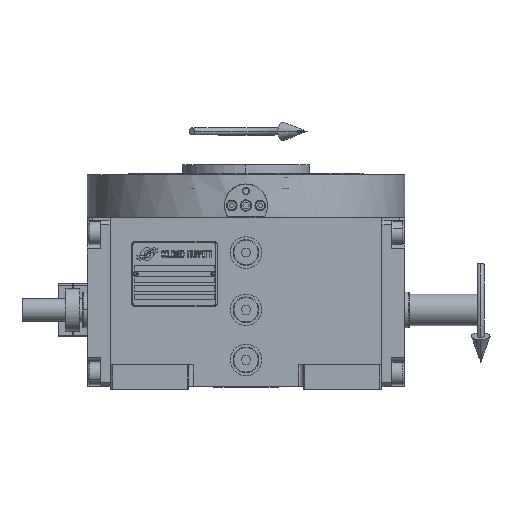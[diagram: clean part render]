
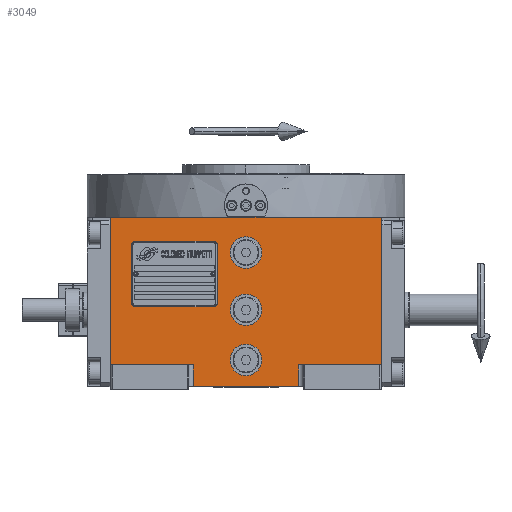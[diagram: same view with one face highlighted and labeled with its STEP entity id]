
A CAD part, top view. The second image highlights one B-rep face of the part: STEP entity #3049.
In plain terms, the highlighted planar face has unit normal (0, 0, 1).
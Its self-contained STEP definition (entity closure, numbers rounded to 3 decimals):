
#1048 = AXIS2_PLACEMENT_3D ( 'NONE', #69258, #58545, #18666 ) ;
#1784 = LINE ( 'NONE', #18726, #36153 ) ;
#2902 = CARTESIAN_POINT ( 'NONE',  ( 37., -38.5, 163.5 ) ) ;
#3049 = ADVANCED_FACE ( 'NONE', ( #41493, #31146, #19349, #30437 ), #36319, .T. ) ;
#3065 = LINE ( 'NONE', #70236, #25538 ) ;
#3471 = CARTESIAN_POINT ( 'NONE',  ( -37., -53.5, 163.5 ) ) ;
#3772 = CARTESIAN_POINT ( 'NONE',  ( -11., 40., 163.5 ) ) ;
#4150 = ORIENTED_EDGE ( 'NONE', *, *, #69155, .F. ) ;
#4304 = DIRECTION ( 'NONE',  ( 0., 1., 0. ) ) ;
#5071 = LINE ( 'NONE', #31643, #8570 ) ;
#5326 = VERTEX_POINT ( 'NONE', #41737 ) ;
#5461 = CARTESIAN_POINT ( 'NONE',  ( -37., -38.5, 163.5 ) ) ;
#5544 = VERTEX_POINT ( 'NONE', #65735 ) ;
#7160 = VECTOR ( 'NONE', #4304, 1000. ) ;
#8023 = CARTESIAN_POINT ( 'NONE',  ( 0., 40., 163.5 ) ) ;
#8570 = VECTOR ( 'NONE', #54191, 1000. ) ;
#9979 = CARTESIAN_POINT ( 'NONE',  ( 11., -35., 163.5 ) ) ;
#9986 = CARTESIAN_POINT ( 'NONE',  ( 0., 0., 163.5 ) ) ;
#11967 = EDGE_CURVE ( 'NONE', #66069, #67895, #3065, .T. ) ;
#12708 = VECTOR ( 'NONE', #52741, 1000. ) ;
#13413 = DIRECTION ( 'NONE',  ( 1., 0., 0. ) ) ;
#14053 = DIRECTION ( 'NONE',  ( -1., 0., 0. ) ) ;
#14409 = ORIENTED_EDGE ( 'NONE', *, *, #55819, .T. ) ;
#14545 = DIRECTION ( 'NONE',  ( 0., 0., 1. ) ) ;
#14654 = CIRCLE ( 'NONE', #37014, 11. ) ;
#15136 = EDGE_CURVE ( 'NONE', #67895, #37618, #32838, .T. ) ;
#15151 = VECTOR ( 'NONE', #49562, 1000. ) ;
#18243 = VERTEX_POINT ( 'NONE', #3772 ) ;
#18666 = DIRECTION ( 'NONE',  ( 1., 0., 0. ) ) ;
#18726 = CARTESIAN_POINT ( 'NONE',  ( -94.5, 64.5, 163.5 ) ) ;
#19034 = ORIENTED_EDGE ( 'NONE', *, *, #11967, .T. ) ;
#19349 = FACE_BOUND ( 'NONE', #64705, .T. ) ;
#20234 = ORIENTED_EDGE ( 'NONE', *, *, #41182, .F. ) ;
#20994 = CARTESIAN_POINT ( 'NONE',  ( -11., 0., 163.5 ) ) ;
#21259 = ORIENTED_EDGE ( 'NONE', *, *, #47450, .F. ) ;
#22016 = ORIENTED_EDGE ( 'NONE', *, *, #30378, .F. ) ;
#22098 = EDGE_CURVE ( 'NONE', #67292, #56268, #32007, .T. ) ;
#22150 = DIRECTION ( 'NONE',  ( 0., 1., 0. ) ) ;
#22609 = AXIS2_PLACEMENT_3D ( 'NONE', #48721, #59459, #14053 ) ;
#22790 = CARTESIAN_POINT ( 'NONE',  ( 37., -38.5, 163.5 ) ) ;
#23184 = DIRECTION ( 'NONE',  ( 0., 0., 1. ) ) ;
#23550 = CARTESIAN_POINT ( 'NONE',  ( 11., 0., 163.5 ) ) ;
#25538 = VECTOR ( 'NONE', #47339, 1000. ) ;
#25914 = ORIENTED_EDGE ( 'NONE', *, *, #67222, .F. ) ;
#25974 = CARTESIAN_POINT ( 'NONE',  ( 94.5, -38.5, 163.5 ) ) ;
#25976 = EDGE_CURVE ( 'NONE', #32783, #49038, #56962, .T. ) ;
#26632 = LINE ( 'NONE', #55438, #50642 ) ;
#27261 = ORIENTED_EDGE ( 'NONE', *, *, #25976, .F. ) ;
#27926 = CARTESIAN_POINT ( 'NONE',  ( -94.5, 64.5, 163.5 ) ) ;
#28321 = CARTESIAN_POINT ( 'NONE',  ( 37., -53.5, 163.5 ) ) ;
#28699 = DIRECTION ( 'NONE',  ( 1., 0., 0. ) ) ;
#29243 = VERTEX_POINT ( 'NONE', #27926 ) ;
#29479 = EDGE_CURVE ( 'NONE', #56268, #67292, #52877, .T. ) ;
#30378 = EDGE_CURVE ( 'NONE', #66069, #36859, #64878, .T. ) ;
#30437 = FACE_OUTER_BOUND ( 'NONE', #45899, .T. ) ;
#31056 = AXIS2_PLACEMENT_3D ( 'NONE', #41086, #69543, #13413 ) ;
#31146 = FACE_BOUND ( 'NONE', #42227, .T. ) ;
#31643 = CARTESIAN_POINT ( 'NONE',  ( -94.5, -38.5, 163.5 ) ) ;
#32007 = CIRCLE ( 'NONE', #22609, 11. ) ;
#32471 = DIRECTION ( 'NONE',  ( 0., 0., 1. ) ) ;
#32553 = LINE ( 'NONE', #3471, #15151 ) ;
#32783 = VERTEX_POINT ( 'NONE', #23550 ) ;
#32838 = LINE ( 'NONE', #33562, #60816 ) ;
#32860 = DIRECTION ( 'NONE',  ( -1., 0., 0. ) ) ;
#33562 = CARTESIAN_POINT ( 'NONE',  ( 94.5, -38.5, 163.5 ) ) ;
#35127 = ORIENTED_EDGE ( 'NONE', *, *, #22098, .F. ) ;
#35317 = ORIENTED_EDGE ( 'NONE', *, *, #29479, .F. ) ;
#36153 = VECTOR ( 'NONE', #70401, 1000. ) ;
#36319 = PLANE ( 'NONE',  #68056 ) ;
#36859 = VERTEX_POINT ( 'NONE', #28321 ) ;
#37014 = AXIS2_PLACEMENT_3D ( 'NONE', #8023, #41225, #52702 ) ;
#37546 = AXIS2_PLACEMENT_3D ( 'NONE', #9986, #32471, #32860 ) ;
#37618 = VERTEX_POINT ( 'NONE', #49112 ) ;
#41086 = CARTESIAN_POINT ( 'NONE',  ( 0., 40., 163.5 ) ) ;
#41182 = EDGE_CURVE ( 'NONE', #29243, #37618, #1784, .T. ) ;
#41225 = DIRECTION ( 'NONE',  ( 0., 0., 1. ) ) ;
#41354 = ORIENTED_EDGE ( 'NONE', *, *, #47993, .F. ) ;
#41493 = FACE_BOUND ( 'NONE', #50923, .T. ) ;
#41737 = CARTESIAN_POINT ( 'NONE',  ( -94.5, -38.5, 163.5 ) ) ;
#42227 = EDGE_LOOP ( 'NONE', ( #35317, #35127 ) ) ;
#43435 = LINE ( 'NONE', #49341, #7160 ) ;
#43975 = AXIS2_PLACEMENT_3D ( 'NONE', #62325, #23184, #28699 ) ;
#45034 = CARTESIAN_POINT ( 'NONE',  ( -11., -35., 163.5 ) ) ;
#45304 = EDGE_CURVE ( 'NONE', #5326, #59729, #26632, .T. ) ;
#45899 = EDGE_LOOP ( 'NONE', ( #14409, #22016, #19034, #67243, #20234, #21259, #66157, #4150 ) ) ;
#46519 = CARTESIAN_POINT ( 'NONE',  ( -37., -53.5, 163.5 ) ) ;
#46806 = ORIENTED_EDGE ( 'NONE', *, *, #60748, .F. ) ;
#47339 = DIRECTION ( 'NONE',  ( 1., 0., 0. ) ) ;
#47450 = EDGE_CURVE ( 'NONE', #5326, #29243, #5071, .T. ) ;
#47993 = EDGE_CURVE ( 'NONE', #5544, #18243, #66381, .T. ) ;
#48721 = CARTESIAN_POINT ( 'NONE',  ( 0., -35., 163.5 ) ) ;
#49038 = VERTEX_POINT ( 'NONE', #20994 ) ;
#49112 = CARTESIAN_POINT ( 'NONE',  ( 94.5, 64.5, 163.5 ) ) ;
#49341 = CARTESIAN_POINT ( 'NONE',  ( -37., -53.5, 163.5 ) ) ;
#49562 = DIRECTION ( 'NONE',  ( 1., 0., 0. ) ) ;
#50642 = VECTOR ( 'NONE', #72420, 1000. ) ;
#50923 = EDGE_LOOP ( 'NONE', ( #27261, #25914 ) ) ;
#52702 = DIRECTION ( 'NONE',  ( -1., 0., 0. ) ) ;
#52741 = DIRECTION ( 'NONE',  ( 0., -1., 0. ) ) ;
#52877 = CIRCLE ( 'NONE', #1048, 11. ) ;
#54191 = DIRECTION ( 'NONE',  ( 0., 1., 0. ) ) ;
#55438 = CARTESIAN_POINT ( 'NONE',  ( -94.5, -38.5, 163.5 ) ) ;
#55819 = EDGE_CURVE ( 'NONE', #69742, #36859, #32553, .T. ) ;
#56268 = VERTEX_POINT ( 'NONE', #9979 ) ;
#56962 = CIRCLE ( 'NONE', #43975, 11. ) ;
#57618 = CIRCLE ( 'NONE', #37546, 11. ) ;
#58545 = DIRECTION ( 'NONE',  ( 0., 0., 1. ) ) ;
#59459 = DIRECTION ( 'NONE',  ( 0., 0., 1. ) ) ;
#59729 = VERTEX_POINT ( 'NONE', #5461 ) ;
#60748 = EDGE_CURVE ( 'NONE', #18243, #5544, #14654, .T. ) ;
#60816 = VECTOR ( 'NONE', #22150, 1000. ) ;
#62325 = CARTESIAN_POINT ( 'NONE',  ( 0., 0., 163.5 ) ) ;
#64705 = EDGE_LOOP ( 'NONE', ( #41354, #46806 ) ) ;
#64878 = LINE ( 'NONE', #2902, #12708 ) ;
#65109 = CARTESIAN_POINT ( 'NONE',  ( -94.5, -53.5, 163.5 ) ) ;
#65735 = CARTESIAN_POINT ( 'NONE',  ( 11., 40., 163.5 ) ) ;
#66069 = VERTEX_POINT ( 'NONE', #22790 ) ;
#66157 = ORIENTED_EDGE ( 'NONE', *, *, #45304, .T. ) ;
#66381 = CIRCLE ( 'NONE', #31056, 11. ) ;
#67222 = EDGE_CURVE ( 'NONE', #49038, #32783, #57618, .T. ) ;
#67243 = ORIENTED_EDGE ( 'NONE', *, *, #15136, .T. ) ;
#67292 = VERTEX_POINT ( 'NONE', #45034 ) ;
#67895 = VERTEX_POINT ( 'NONE', #25974 ) ;
#68056 = AXIS2_PLACEMENT_3D ( 'NONE', #65109, #14545, #70311 ) ;
#69155 = EDGE_CURVE ( 'NONE', #69742, #59729, #43435, .T. ) ;
#69258 = CARTESIAN_POINT ( 'NONE',  ( 0., -35., 163.5 ) ) ;
#69543 = DIRECTION ( 'NONE',  ( 0., 0., 1. ) ) ;
#69742 = VERTEX_POINT ( 'NONE', #46519 ) ;
#70236 = CARTESIAN_POINT ( 'NONE',  ( 37., -38.5, 163.5 ) ) ;
#70311 = DIRECTION ( 'NONE',  ( 1., 0., 0. ) ) ;
#70401 = DIRECTION ( 'NONE',  ( 1., 0., 0. ) ) ;
#72420 = DIRECTION ( 'NONE',  ( 1., 0., 0. ) ) ;
